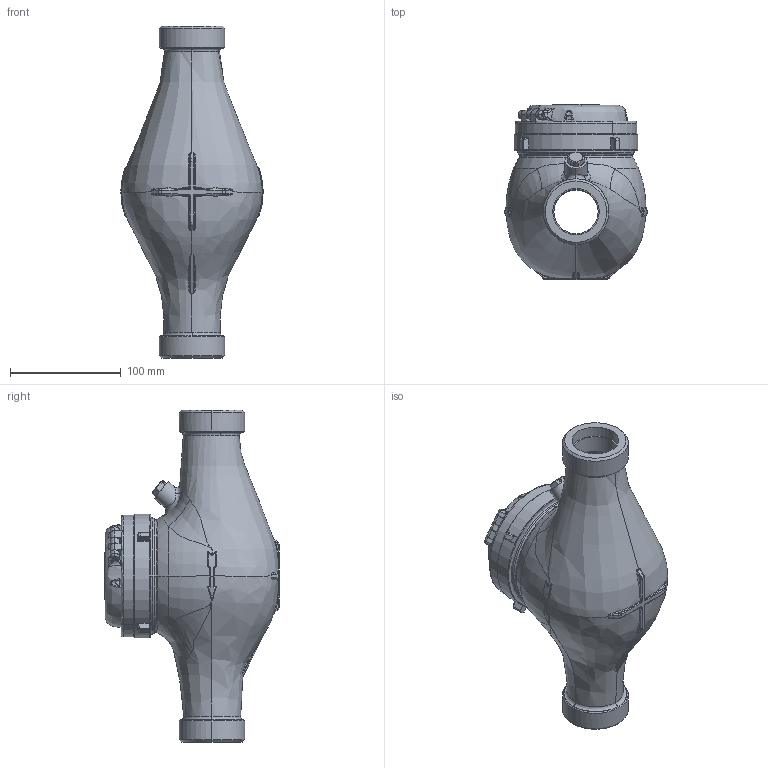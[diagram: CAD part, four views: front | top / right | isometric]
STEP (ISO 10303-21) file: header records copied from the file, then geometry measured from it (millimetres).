
FILE_DESCRIPTION (( 'STEP AP203' ), '1' );
FILE_NAME ('GMDM-I DN40.STEP', '2018-06-22T15:07:38', ( '' ), ( '' ), 'SwSTEP 2.0', 'SolidWorks 2018', '' );
FILE_SCHEMA (( 'CONFIG_CONTROL_DESIGN' ));
Products named in the file (1): GMDM-I DN40
Bounding box: 128.54 x 158.05 x 300 mm (x, y, z)
Surface area: 132946.6 mm2 (no closed solid volume)
Topology: 0 solids, 4 shells, 499 faces, 1503 edges, 970 vertices
Faces by surface type: bspline 230, plane 130, cylinder 93, torus 27, cone 19
Entity records: 113647 total; most frequent: CARTESIAN_POINT 102348, ORIENTED_EDGE 2612, DIRECTION 1699, EDGE_CURVE 1496, VERTEX_POINT 970, B_SPLINE_CURVE_WITH_KNOTS 640, AXIS2_PLACEMENT_3D 615, EDGE_LOOP 534
